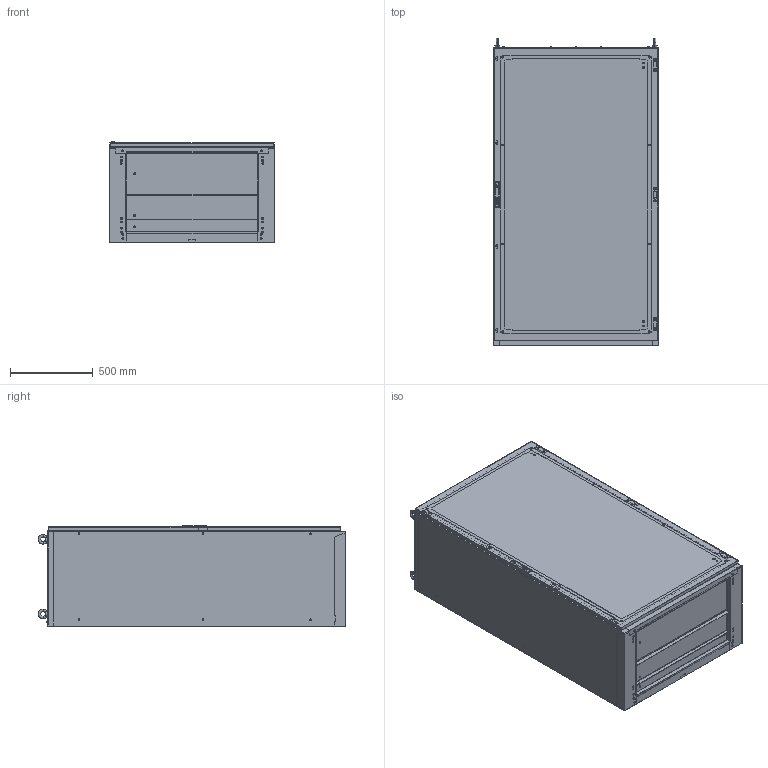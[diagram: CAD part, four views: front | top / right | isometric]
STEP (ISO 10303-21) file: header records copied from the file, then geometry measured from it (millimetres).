
FILE_DESCRIPTION (( 'STEP AP214' ), '1' );
FILE_NAME ('0390-1018-60-17.step', '2022-07-28T11:03:19', ( '' ), ( '' ), 'SwSTEP 2.0', 'SolidWorks 2019', '' );
FILE_SCHEMA (( 'AUTOMOTIVE_DESIGN' ));
Length unit declared in the file: millimetre
Products named in the file (14): MPGleitschuh_s; MontageplatteKPL_s_0348-1018-00-13; Montageplatte_s_1018; 0390-1018-60-17; arretierwinkel_li_s; rasthalterung_li_s; rasthalterung_re_s; 3080-9036-03-48 Schutzleiterschraube; Dachplatte_ss_0390-1000-60-07; MontageplatteZubehoer_s; Korpus_ss_1018-60; arretierwinkel_re_s; Bodenplattensatz_s_0396-1000-60-03; TuerR_s_0395-1018-00-97
Assembly tree (14 placements, depth 4):
  0390-1018-60-17
    Korpus_ss_1018-60
    TuerR_s_0395-1018-00-97
    Dachplatte_ss_0390-1000-60-07
    Bodenplattensatz_s_0396-1000-60-03
    MontageplatteKPL_s_0348-1018-00-13
      Montageplatte_s_1018
      MontageplatteZubehoer_s
        arretierwinkel_li_s
        arretierwinkel_re_s
        rasthalterung_li_s
        rasthalterung_re_s
        3080-9036-03-48 Schutzleiterschraube
        MPGleitschuh_s  x2
Bounding box: 1000 x 1857.99 x 607.5 mm (x, y, z)
Volume: 20170098.9 mm3; surface area: 20235774.1 mm2
Topology: 65 solids, 65 shells, 5231 faces, 13927 edges, 9209 vertices
Faces by surface type: plane 2990, cylinder 1996, cone 207, torus 24, bspline 14
Entity records: 194681 total; most frequent: CARTESIAN_POINT 30553, DIRECTION 28265, ORIENTED_EDGE 27746, EDGE_CURVE 13873, AXIS2_PLACEMENT_3D 9511, LINE 9243, VECTOR 9243, VERTEX_POINT 9175
